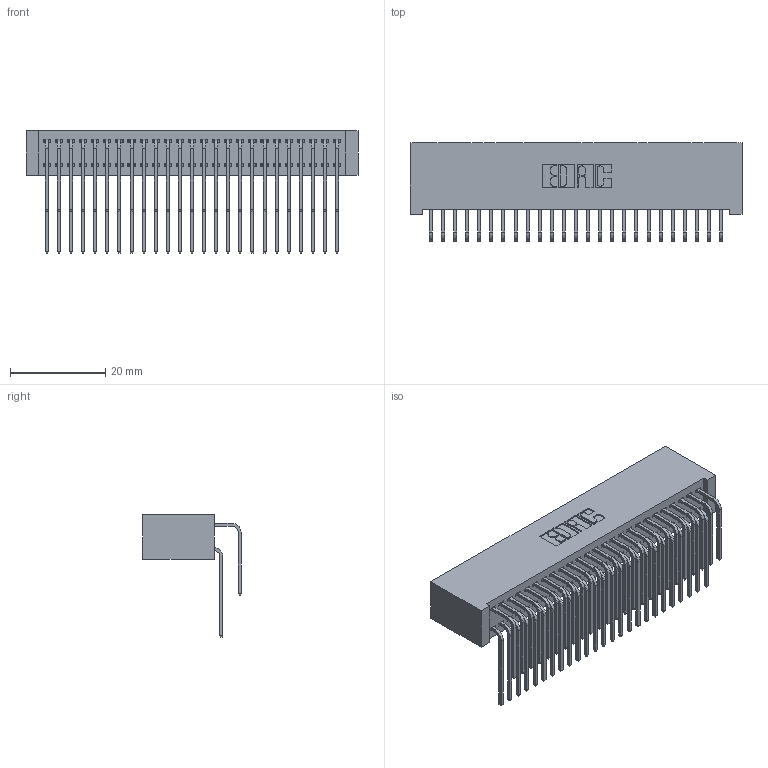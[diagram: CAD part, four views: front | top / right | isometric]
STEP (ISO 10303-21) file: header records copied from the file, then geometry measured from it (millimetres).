
FILE_DESCRIPTION (( 'STEP AP203' ), '1' );
FILE_NAME ('392-050-559-201.STEP', '2018-08-17T03:03:38', ( '' ), ( '' ), 'SwSTEP 2.0', 'SolidWorks 2016', '' );
FILE_SCHEMA (( 'CONFIG_CONTROL_DESIGN' ));
Length unit declared in the file: inch
Products named in the file (4): 345-292-001_558 559 Tail - 1; 345-292-001_559 Tail - 2; 392-050-559-201; 342 Part_Lugless
Assembly tree (51 placements, depth 2):
  392-050-559-201
    342 Part_Lugless
    345-292-001_558 559 Tail - 1  x25
    345-292-001_559 Tail - 2  x25
Bounding box: 69.75 x 20.64 x 25.78 mm (x, y, z)
Volume: 6914.4 mm3; surface area: 12587 mm2
Topology: 51 solids, 51 shells, 2802 faces, 8325 edges, 5482 vertices
Faces by surface type: plane 1962, cylinder 840
Entity records: 19657 total; most frequent: CARTESIAN_POINT 3325, ORIENTED_EDGE 3210, DIRECTION 2845, EDGE_CURVE 1605, VECTOR 1445, LINE 1445, VERTEX_POINT 1066, AXIS2_PLACEMENT_3D 700
